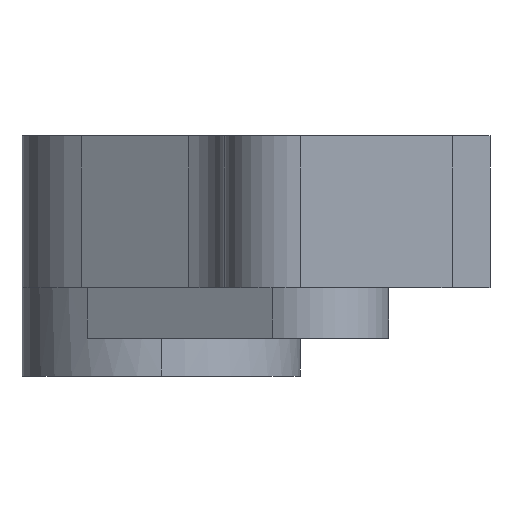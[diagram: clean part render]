
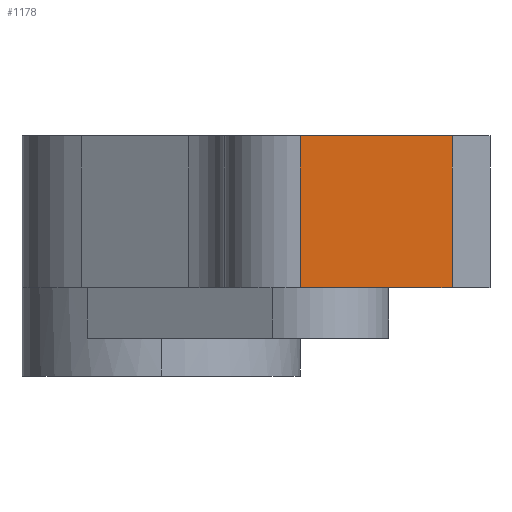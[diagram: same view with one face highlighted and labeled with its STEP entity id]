
A CAD part, left-side view. The second image highlights one B-rep face of the part: STEP entity #1178.
In plain terms, the highlighted planar face has unit normal (-1, 0, 0).
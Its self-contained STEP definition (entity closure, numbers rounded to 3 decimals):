
#2 = EDGE_CURVE ( 'NONE', #868, #1091, #1606, .T. ) ;
#48 = FACE_OUTER_BOUND ( 'NONE', #1336, .T. ) ;
#86 = EDGE_CURVE ( 'NONE', #1061, #868, #1337, .T. ) ;
#181 = CARTESIAN_POINT ( 'NONE',  ( 0., 17., -6. ) ) ;
#204 = EDGE_CURVE ( 'NONE', #273, #1091, #850, .T. ) ;
#232 = CARTESIAN_POINT ( 'NONE',  ( 0., 0., -6. ) ) ;
#261 = CARTESIAN_POINT ( 'NONE',  ( 0., 0., 0. ) ) ;
#273 = VERTEX_POINT ( 'NONE', #931 ) ;
#298 = DIRECTION ( 'NONE',  ( 1., 0., 0. ) ) ;
#362 = CARTESIAN_POINT ( 'NONE',  ( 0., 17., 0. ) ) ;
#457 = VECTOR ( 'NONE', #772, 1000. ) ;
#554 = ORIENTED_EDGE ( 'NONE', *, *, #204, .F. ) ;
#559 = VECTOR ( 'NONE', #1661, 1000. ) ;
#571 = ORIENTED_EDGE ( 'NONE', *, *, #2, .T. ) ;
#588 = PLANE ( 'NONE',  #1282 ) ;
#591 = DIRECTION ( 'NONE',  ( 0., 0., -1. ) ) ;
#769 = DIRECTION ( 'NONE',  ( 0., 0., -1. ) ) ;
#772 = DIRECTION ( 'NONE',  ( 0., -1., 0. ) ) ;
#850 = LINE ( 'NONE', #362, #457 ) ;
#866 = ORIENTED_EDGE ( 'NONE', *, *, #1265, .T. ) ;
#868 = VERTEX_POINT ( 'NONE', #232 ) ;
#931 = CARTESIAN_POINT ( 'NONE',  ( 0., 6., 0. ) ) ;
#937 = VECTOR ( 'NONE', #769, 1000. ) ;
#990 = CARTESIAN_POINT ( 'NONE',  ( 0., 0., 0. ) ) ;
#1023 = CARTESIAN_POINT ( 'NONE',  ( 0., 17., 0. ) ) ;
#1061 = VERTEX_POINT ( 'NONE', #1481 ) ;
#1090 = VECTOR ( 'NONE', #1160, 1000. ) ;
#1091 = VERTEX_POINT ( 'NONE', #990 ) ;
#1160 = DIRECTION ( 'NONE',  ( 0., -1., 0. ) ) ;
#1163 = LINE ( 'NONE', #1323, #937 ) ;
#1178 = ADVANCED_FACE ( 'NONE', ( #48 ), #588, .F. ) ;
#1265 = EDGE_CURVE ( 'NONE', #273, #1061, #1163, .T. ) ;
#1282 = AXIS2_PLACEMENT_3D ( 'NONE', #1023, #298, #591 ) ;
#1323 = CARTESIAN_POINT ( 'NONE',  ( 0., 6., 0. ) ) ;
#1336 = EDGE_LOOP ( 'NONE', ( #554, #866, #1696, #571 ) ) ;
#1337 = LINE ( 'NONE', #181, #1090 ) ;
#1481 = CARTESIAN_POINT ( 'NONE',  ( 0., 6., -6. ) ) ;
#1606 = LINE ( 'NONE', #261, #559 ) ;
#1661 = DIRECTION ( 'NONE',  ( 0., 0., 1. ) ) ;
#1696 = ORIENTED_EDGE ( 'NONE', *, *, #86, .T. ) ;
